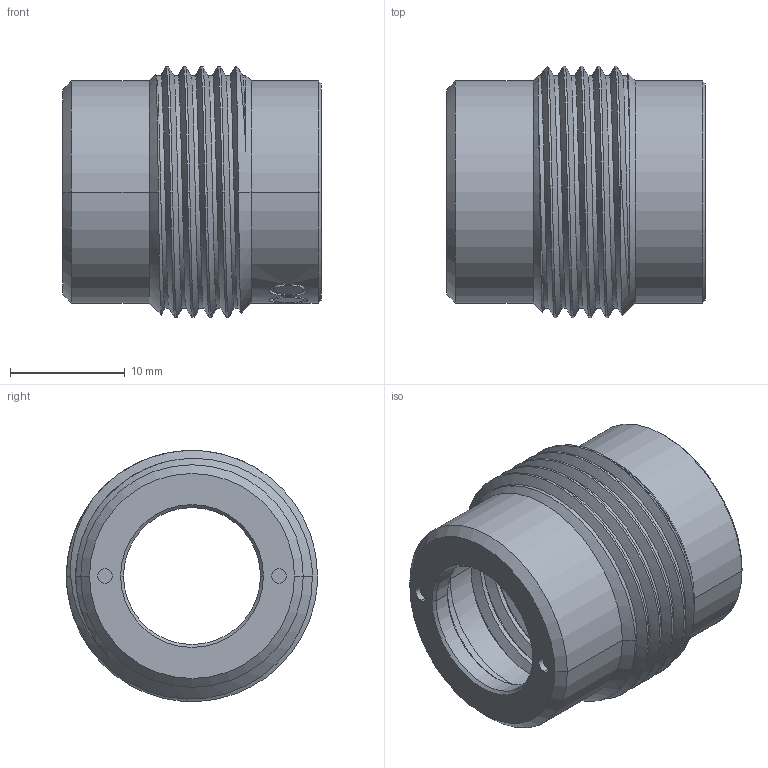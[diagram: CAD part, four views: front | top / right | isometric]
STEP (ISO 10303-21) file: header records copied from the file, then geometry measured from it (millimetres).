
FILE_DESCRIPTION (( 'STEP AP214' ), '1' );
FILE_NAME ('25100.STEP', '2020-10-15T14:13:02', ( '' ), ( '' ), 'SwSTEP 2.0', 'SolidWorks 2020', '' );
FILE_SCHEMA (( 'AUTOMOTIVE_DESIGN' ));
Length unit declared in the file: inch
Products named in the file (1): 25100
Bounding box: 22.5 x 21.85 x 21.82 mm (x, y, z)
Volume: 2679.6 mm3; surface area: 3406.2 mm2
Topology: 1 solids, 1 shells, 125 faces, 319 edges, 207 vertices
Faces by surface type: cylinder 44, bspline 43, plane 21, cone 15, torus 2
Entity records: 13720 total; most frequent: CARTESIAN_POINT 10423, ORIENTED_EDGE 638, DIRECTION 368, EDGE_CURVE 319, VERTEX_POINT 207, AXIS2_PLACEMENT_3D 150, EDGE_LOOP 138, B_SPLINE_CURVE_WITH_KNOTS 133
